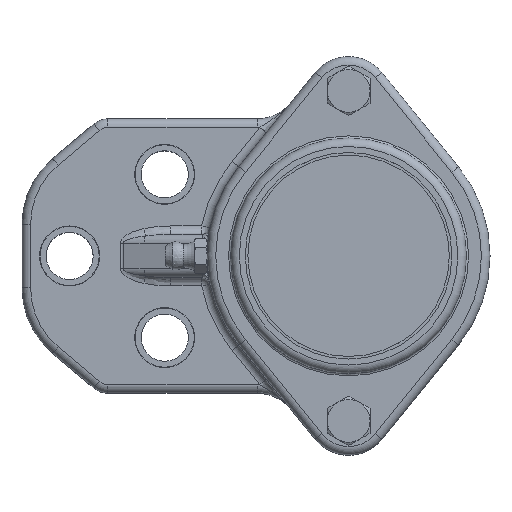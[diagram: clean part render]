
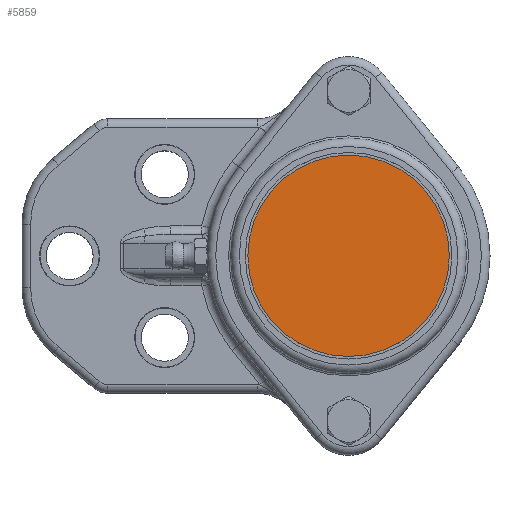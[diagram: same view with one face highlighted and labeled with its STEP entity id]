
A CAD part, top view. The second image highlights one B-rep face of the part: STEP entity #5859.
In plain terms, the highlighted planar face has unit normal (0, 0, 1).
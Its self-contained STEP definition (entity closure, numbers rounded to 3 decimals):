
#425=FACE_OUTER_BOUND('',#1562,.T.);
#1310=PLANE('',#6327);
#1562=EDGE_LOOP('',(#4031));
#1999=CIRCLE('',#6326,23.5);
#2477=VERTEX_POINT('',#9376);
#3058=EDGE_CURVE('',#2477,#2477,#1999,.T.);
#4031=ORIENTED_EDGE('',*,*,#3058,.F.);
#5859=ADVANCED_FACE('',(#425),#1310,.F.);
#6326=AXIS2_PLACEMENT_3D('',#9378,#7282,#7283);
#6327=AXIS2_PLACEMENT_3D('',#9379,#7284,#7285);
#7282=DIRECTION('center_axis',(0.,0.,
-1.));
#7283=DIRECTION('ref_axis',(-1.,0.,0.));
#7284=DIRECTION('center_axis',(0.,0.,
-1.));
#7285=DIRECTION('ref_axis',(-1.,0.,0.));
#9376=CARTESIAN_POINT('',(23.5,0.,50.7));
#9378=CARTESIAN_POINT('Origin',(0.,0.,
50.7));
#9379=CARTESIAN_POINT('Origin',(0.,0.,
50.7));
